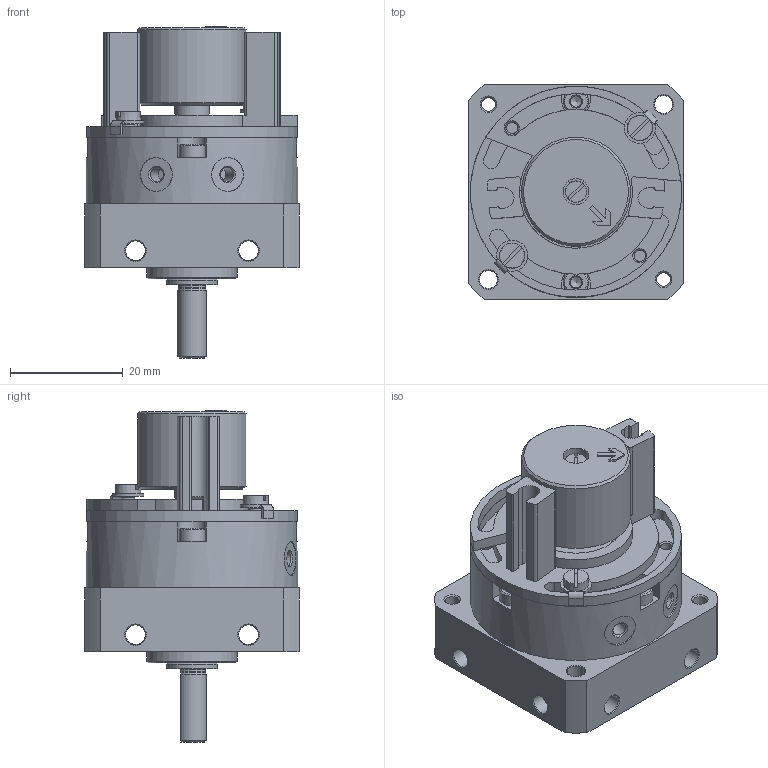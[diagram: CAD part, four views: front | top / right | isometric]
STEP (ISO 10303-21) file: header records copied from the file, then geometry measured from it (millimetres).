
FILE_DESCRIPTION(/* description */ ('STEP AP214'),/* implementation_level */ '2;1');
FILE_NAME(/* name */ '173197_DSM-8-90-P-A',/* time_stamp */ '2024-08-21T19:16:05+02:00',/* author */ ('License CC BY-ND 4.0'),/* organization */ ('CADENAS'),/* preprocessor_version */ 'ST-DEVELOPER v19.3',/* originating_system */ 'PARTsolutions',/* authorisation */ ' ');
FILE_SCHEMA (('AUTOMOTIVE_DESIGN {1 0 10303 214 3 1 1}'));
Length unit declared in the file: millimetre
Products named in the file (10): 173197 DSM-8-90-P-A---(90); 173197 DSM-8-90-P-A---(90_RZ); 173197 DSM-8-90-P-A---(K); 678677 WSM-8-SME-10---(halter_rechts); 678680 WSM-8-SME-10---(halter_links); 372799 WSM-8-SME-10---(halter_magnet); Tooth lock washer DIN 6797 - J2.2; DIN-84 - M2x10; 380817---(scheibe); DIN-84 - M2.5x6
Assembly tree (11 placements, depth 2):
  173197 DSM-8-90-P-A---(90)
    173197 DSM-8-90-P-A---(90_RZ)
    173197 DSM-8-90-P-A---(K)
    678677 WSM-8-SME-10---(halter_rechts)
    678680 WSM-8-SME-10---(halter_links)
    372799 WSM-8-SME-10---(halter_magnet)
    Tooth lock washer DIN 6797 - J2.2
    DIN-84 - M2x10
    380817---(scheibe)  x2
    DIN-84 - M2.5x6  x2
Bounding box: 38 x 38 x 58.8 mm (x, y, z)
Volume: 29920.3 mm3; surface area: 19646.4 mm2
Topology: 11 solids, 11 shells, 479 faces, 1167 edges, 728 vertices
Faces by surface type: plane 238, cylinder 148, cone 88, torus 5
Full cylindrical faces by diameter (mm): 1.567 x1, 2 x1, 2.013 x4, 2.2 x1, 2.4 x1, 2.459 x4, 2.5 x2, 2.7 x2, 3.2 x2, 3.5 x12, 4 x1, 4.5 x4, 4.6 x3, 4.8 x2, 6 x5, 6.2 x1, 9 x1, 16 x3, 19.3 x1, 20 x2, 28.424 x1, 37.4 x2
Entity records: 13058 total; most frequent: CARTESIAN_POINT 2355, DIRECTION 2287, ORIENTED_EDGE 1958, EDGE_CURVE 979, AXIS2_PLACEMENT_3D 903, VERTEX_POINT 675, FACE_BOUND 634, EDGE_LOOP 629
